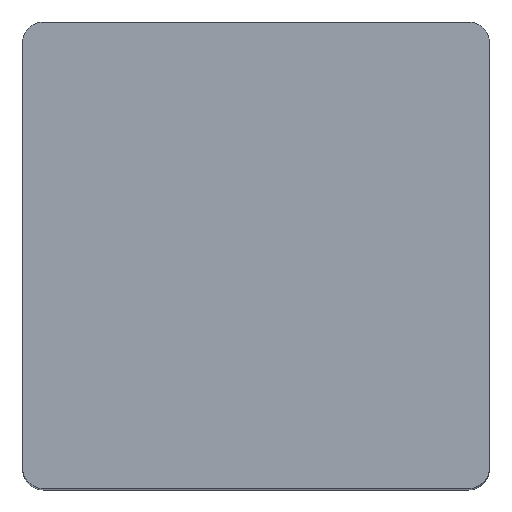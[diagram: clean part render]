
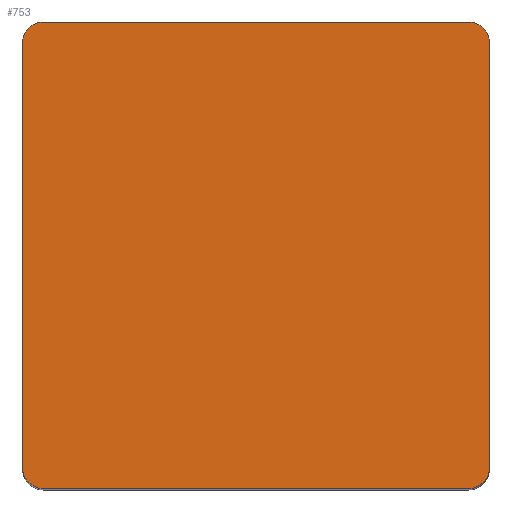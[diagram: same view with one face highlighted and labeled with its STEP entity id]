
A CAD part, top view. The second image highlights one B-rep face of the part: STEP entity #753.
In plain terms, the highlighted planar face has unit normal (0, 0, 1).
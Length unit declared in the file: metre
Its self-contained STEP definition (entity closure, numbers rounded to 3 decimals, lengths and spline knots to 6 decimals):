
#57=CIRCLE('',#821,0.00254);
#58=CIRCLE('',#822,0.00254);
#59=CIRCLE('',#823,0.00254);
#60=CIRCLE('',#824,0.00254);
#137=ORIENTED_EDGE('',*,*,#331,.F.);
#138=ORIENTED_EDGE('',*,*,#365,.T.);
#139=ORIENTED_EDGE('',*,*,#353,.F.);
#140=ORIENTED_EDGE('',*,*,#366,.T.);
#141=ORIENTED_EDGE('',*,*,#357,.T.);
#142=ORIENTED_EDGE('',*,*,#367,.T.);
#143=ORIENTED_EDGE('',*,*,#361,.T.);
#144=ORIENTED_EDGE('',*,*,#368,.T.);
#331=EDGE_CURVE('',#445,#446,#511,.T.);
#353=EDGE_CURVE('',#467,#468,#529,.T.);
#357=EDGE_CURVE('',#471,#472,#533,.T.);
#361=EDGE_CURVE('',#475,#476,#537,.T.);
#365=EDGE_CURVE('',#445,#468,#57,.T.);
#366=EDGE_CURVE('',#467,#471,#58,.T.);
#367=EDGE_CURVE('',#472,#475,#59,.T.);
#368=EDGE_CURVE('',#476,#446,#60,.T.);
#445=VERTEX_POINT('',#1184);
#446=VERTEX_POINT('',#1186);
#467=VERTEX_POINT('',#1232);
#468=VERTEX_POINT('',#1233);
#471=VERTEX_POINT('',#1241);
#472=VERTEX_POINT('',#1242);
#475=VERTEX_POINT('',#1250);
#476=VERTEX_POINT('',#1251);
#511=LINE('',#1185,#574);
#529=LINE('',#1231,#592);
#533=LINE('',#1240,#596);
#537=LINE('',#1249,#600);
#574=VECTOR('',#918,1.);
#592=VECTOR('',#950,1.);
#596=VECTOR('',#956,1.);
#600=VECTOR('',#962,1.);
#638=EDGE_LOOP('',(#137,#138,#139,#140,#141,#142,#143,#144));
#688=FACE_BOUND('',#638,.T.);
#738=PLANE('',#820);
#753=ADVANCED_FACE('',(#688),#738,.T.);
#820=AXIS2_PLACEMENT_3D('',#1257,#966,#967);
#821=AXIS2_PLACEMENT_3D('',#1258,#968,#969);
#822=AXIS2_PLACEMENT_3D('',#1259,#970,#971);
#823=AXIS2_PLACEMENT_3D('',#1260,#972,#973);
#824=AXIS2_PLACEMENT_3D('',#1261,#974,#975);
#918=DIRECTION('',(1.,0.,0.));
#950=DIRECTION('',(0.,1.,0.));
#956=DIRECTION('',(1.,0.,0.));
#962=DIRECTION('',(0.,1.,0.));
#966=DIRECTION('',(0.,0.,1.));
#967=DIRECTION('',(1.,0.,0.));
#968=DIRECTION('',(0.,0.,1.));
#969=DIRECTION('',(1.,0.,0.));
#970=DIRECTION('',(0.,0.,1.));
#971=DIRECTION('',(1.,0.,0.));
#972=DIRECTION('',(0.,0.,1.));
#973=DIRECTION('',(1.,0.,0.));
#974=DIRECTION('',(0.,0.,1.));
#975=DIRECTION('',(1.,0.,0.));
#1184=CARTESIAN_POINT('',(-0.026035,0.025083,0.09779));
#1185=CARTESIAN_POINT('',(0.,0.025083,0.09779));
#1186=CARTESIAN_POINT('',(0.026035,0.025083,0.09779));
#1231=CARTESIAN_POINT('',(-0.028575,-0.003493,0.09779));
#1232=CARTESIAN_POINT('',(-0.028575,-0.029528,0.09779));
#1233=CARTESIAN_POINT('',(-0.028575,0.022543,0.09779));
#1240=CARTESIAN_POINT('',(0.,-0.032068,0.09779));
#1241=CARTESIAN_POINT('',(-0.026035,-0.032068,0.09779));
#1242=CARTESIAN_POINT('',(0.026035,-0.032068,0.09779));
#1249=CARTESIAN_POINT('',(0.028575,-0.003493,0.09779));
#1250=CARTESIAN_POINT('',(0.028575,-0.029528,0.09779));
#1251=CARTESIAN_POINT('',(0.028575,0.022543,0.09779));
#1257=CARTESIAN_POINT('',(0.,-0.003493,0.09779));
#1258=CARTESIAN_POINT('',(-0.026035,0.022543,0.09779));
#1259=CARTESIAN_POINT('',(-0.026035,-0.029528,0.09779));
#1260=CARTESIAN_POINT('',(0.026035,-0.029528,0.09779));
#1261=CARTESIAN_POINT('',(0.026035,0.022543,0.09779));
